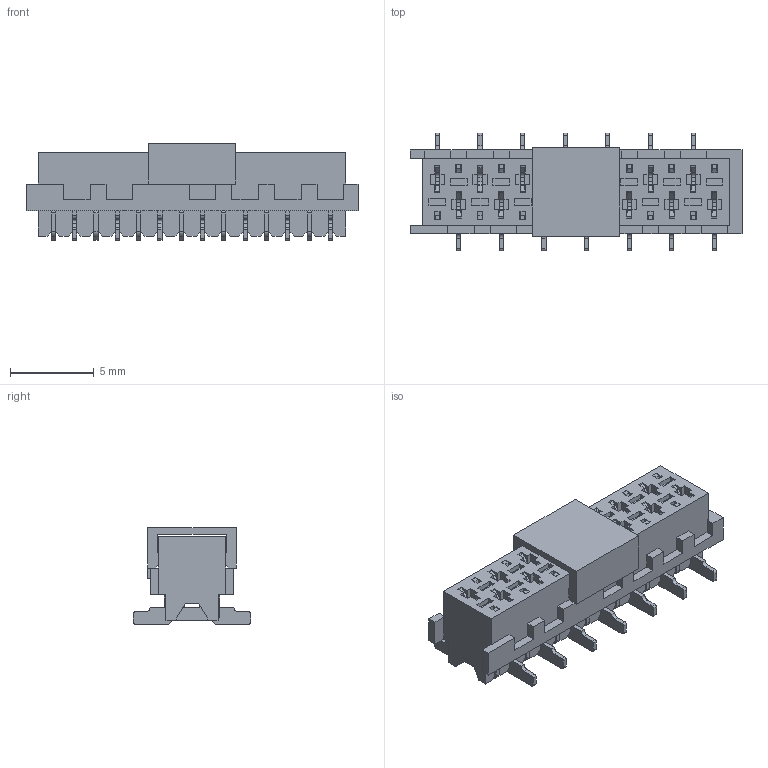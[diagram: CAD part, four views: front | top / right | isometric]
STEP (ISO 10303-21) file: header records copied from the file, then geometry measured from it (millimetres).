
FILE_DESCRIPTION( ( 'Unknown' ), '1' );
FILE_NAME( '690367281476.stp', 'Unknown', ( 'Unknown' ), ( 'Unknown' ), 'PSStep 18.0.17', 'Unknown', ' ' );
FILE_SCHEMA( ( 'AUTOMOTIVE_DESIGN { 1 0 10303 214 1 1 1 1 }' ) );
Length unit declared in the file: millimetre
Products named in the file (4): Assem1; 69036728xx76_CAP; 69036728xx76_PIN; 690367281476
Assembly tree (16 placements, depth 2):
  Assem1
    69036728xx76_CAP
    69036728xx76_PIN  x14
    690367281476
Bounding box: 19.78 x 7 x 5.75 mm (x, y, z)
Volume: 344.1 mm3; surface area: 1401.4 mm2
Topology: 16 solids, 16 shells, 1241 faces, 3554 edges, 2331 vertices
Faces by surface type: plane 989, cylinder 252
Entity records: 27437 total; most frequent: CARTESIAN_POINT 3919, ORIENTED_EDGE 3910, DIRECTION 3389, EDGE_CURVE 1955, LINE 1919, VECTOR 1919, VERTEX_POINT 1265, AXIS2_PLACEMENT_3D 735
